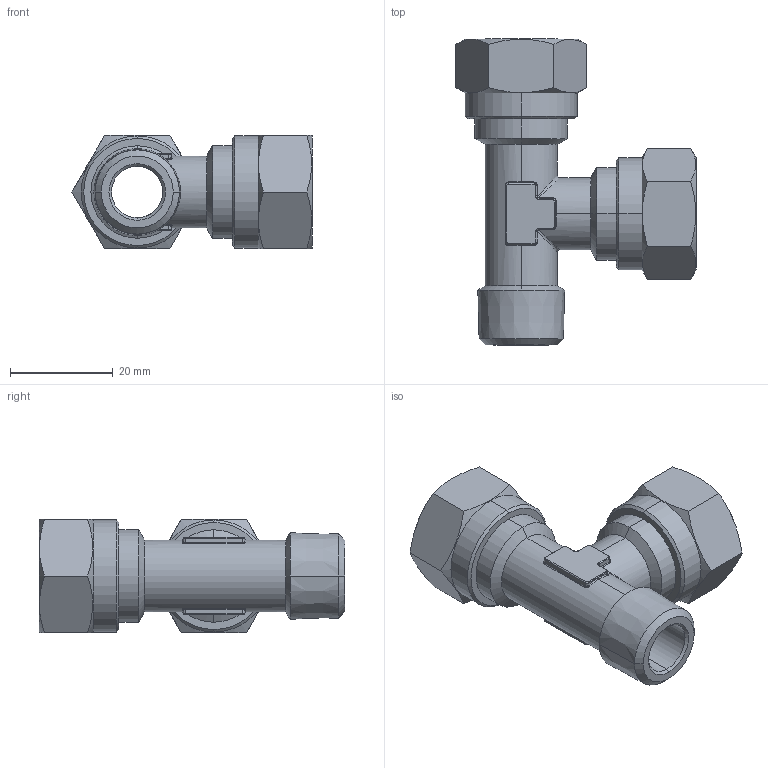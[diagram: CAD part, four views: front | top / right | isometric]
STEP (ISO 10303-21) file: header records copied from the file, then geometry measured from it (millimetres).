
FILE_DESCRIPTION (( 'STEP AP203' ), '1' );
FILE_NAME ('03100063.STEP', '2011-11-02T15:19:27', ( '' ), ( 'sopra-pneumatic' ), 'SwSTEP 2.0', 'SolidWorks 2011', '' );
FILE_SCHEMA (( 'CONFIG_CONTROL_DESIGN' ));
Length unit declared in the file: millimetre
Products named in the file (1): 03100063
Bounding box: 46.71 x 59.51 x 22 mm (x, y, z)
Volume: 14516.9 mm3; surface area: 8979.7 mm2
Topology: 1 solids, 1 shells, 179 faces, 418 edges, 244 vertices
Faces by surface type: cylinder 64, plane 37, cone 28, bspline 26, torus 24
Entity records: 5855 total; most frequent: CARTESIAN_POINT 1850, ORIENTED_EDGE 836, DIRECTION 824, EDGE_CURVE 418, AXIS2_PLACEMENT_3D 338, VERTEX_POINT 244, EDGE_LOOP 186, CIRCLE 184
